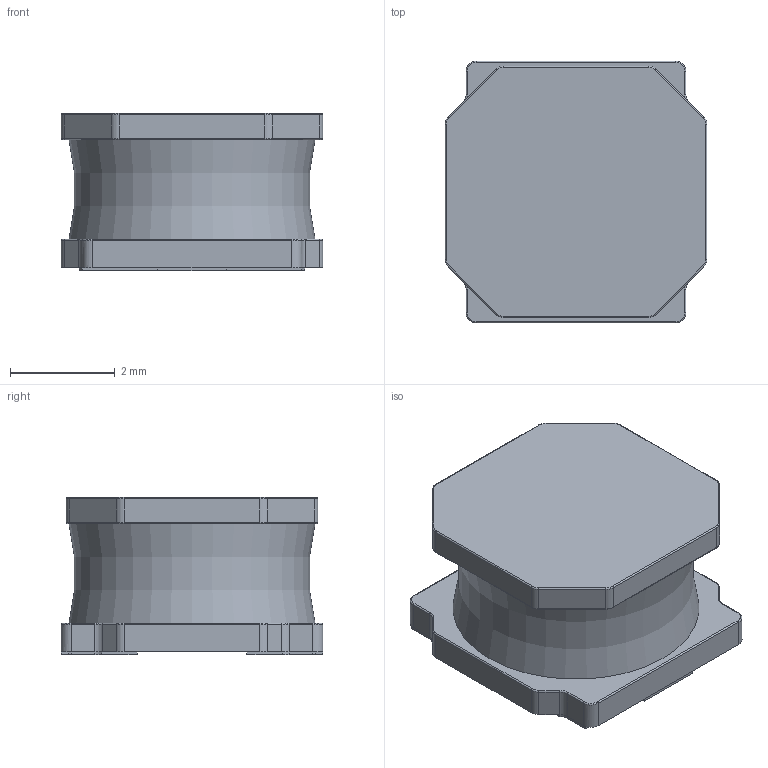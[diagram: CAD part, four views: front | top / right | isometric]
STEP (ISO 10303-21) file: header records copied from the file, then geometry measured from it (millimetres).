
FILE_DESCRIPTION(/* description */ (''),/* implementation_level */ '2;1');
FILE_NAME(/* name */ 'Taiyo Yuden - NRS5030.step',/* time_stamp */ '2019-12-01T15:23:55+00:00',/* author */ (''),/* organization */ (''),/* preprocessor_version */ 'ST-DEVELOPER v18',/* originating_system */ 'Autodesk Translation Framework v8.12.0.6',/* authorisation */ '');
FILE_SCHEMA (('AUTOMOTIVE_DESIGN { 1 0 10303 214 3 1 1 }'));
Length unit declared in the file: millimetre
Products named in the file (1): Taiyo Yuden - NRS5030
Bounding box: 5 x 5 x 3 mm (x, y, z)
Volume: 55.2 mm3; surface area: 102.9 mm2
Topology: 1 solids, 1 shells, 135 faces, 319 edges, 188 vertices
Faces by surface type: cylinder 56, plane 50, torus 29
Entity records: 3977 total; most frequent: DIRECTION 736, CARTESIAN_POINT 643, ORIENTED_EDGE 638, EDGE_CURVE 319, AXIS2_PLACEMENT_3D 281, VERTEX_POINT 188, LINE 174, VECTOR 174
